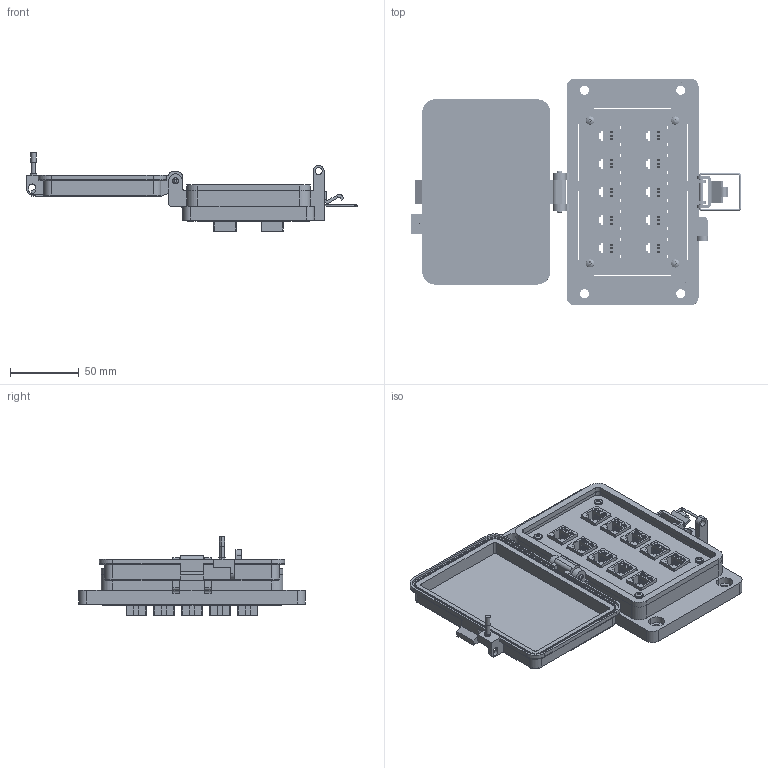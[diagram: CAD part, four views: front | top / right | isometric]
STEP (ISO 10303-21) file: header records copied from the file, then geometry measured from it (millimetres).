
FILE_DESCRIPTION (( 'STEP AP203' ), '1' );
FILE_NAME ('P-R2#10-M3RX-V_3D.STEP', '2019-12-05T21:45:26', ( '' ), ( '' ), 'SwSTEP 2.0', 'SolidWorks 2019', '' );
FILE_SCHEMA (( 'CONFIG_CONTROL_DESIGN' ));
Length unit declared in the file: millimetre
Products named in the file (19): 92005A124_METRIC PAN HEAD PHILLIPS MACHINE SCREW_92005A124; R2; -M3; Z-000-4243316TFP; P-R2#10-M3RX-V_FP060_1; Z-300-RJ45CAT5; P-R2#10-M3RX-V_TP060_1; P-R2#10-M3RX-V_BP180_1; Z-H-M3_B; P-R2#10-M3RX-V_3D
Assembly tree (36 placements, depth 3):
  P-R2#10-M3RX-V_3D
    P-R2#10-M3RX-V_BP180_1
    P-R2#10-M3RX-V_TP060_1
    Z-000-4243316TFP  x7
    P-R2#10-M3RX-V_FP060_1
    R2
      Z-300-RJ45CAT5
    R2
      Z-300-RJ45CAT5
    R2
      Z-300-RJ45CAT5
    R2
      Z-300-RJ45CAT5
    R2
      Z-300-RJ45CAT5
    R2
      Z-300-RJ45CAT5
    R2
      Z-300-RJ45CAT5
    R2
      Z-300-RJ45CAT5
    R2
      Z-300-RJ45CAT5
    R2
      Z-300-RJ45CAT5
    -M3
      Z-H-M3_B
    92005A124_METRIC PAN HEAD PHILLIPS MACHINE SCREW_92005A124  x4
Bounding box: 240.59 x 164.96 x 57.15 mm (x, y, z)
Volume: 268347.9 mm3; surface area: 180826.1 mm2
Topology: 34 solids, 34 shells, 4857 faces, 13569 edges, 8993 vertices
Faces by surface type: plane 2542, bspline 1136, cylinder 1048, cone 107, torus 16, sphere 8
Entity records: 54204 total; most frequent: CARTESIAN_POINT 19373, ORIENTED_EDGE 7434, DIRECTION 5657, EDGE_CURVE 3717, VERTEX_POINT 2462, VECTOR 2193, LINE 2193, AXIS2_PLACEMENT_3D 1732
